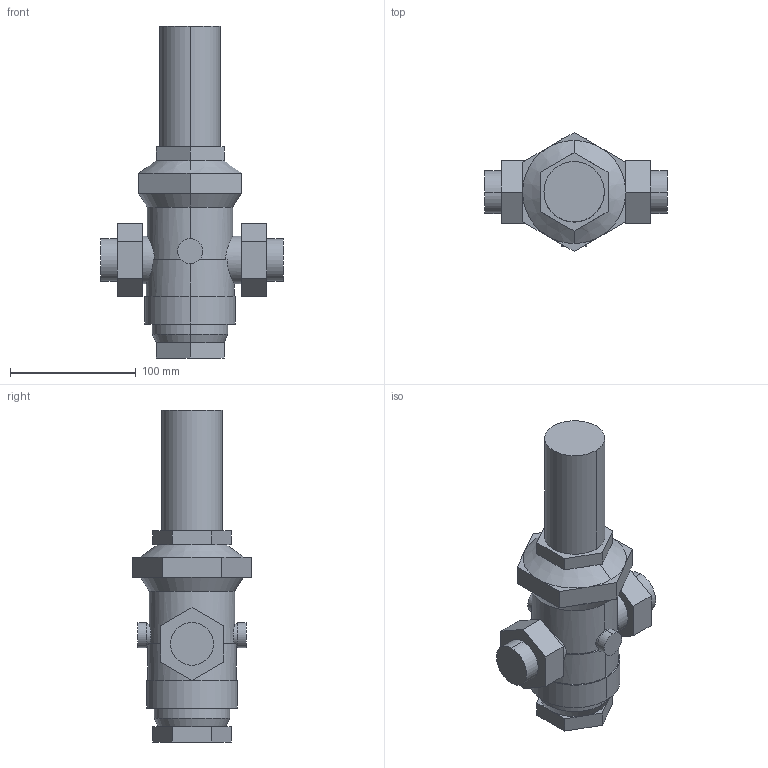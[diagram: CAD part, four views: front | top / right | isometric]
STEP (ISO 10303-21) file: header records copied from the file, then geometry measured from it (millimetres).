
FILE_DESCRIPTION(('no description'),'unknown implementation level');
FILE_NAME('Honeywell_D06FN-1B_3D.stp',' ',('pit-cup GmbH'),('ccLab - KiM Gmbh - www.kimweb.de'),'unknown preprocess','ACIS','unknown authorization');
FILE_SCHEMA(('automotive_design'));
Length unit declared in the file: millimetre
Products named in the file (1): 1
Bounding box: 145 x 94.69 x 264 mm (x, y, z)
Volume: 934924.5 mm3; surface area: 78429.5 mm2
Topology: 1 solids, 1 shells, 105 faces, 250 edges, 156 vertices
Faces by surface type: plane 73, cylinder 26, cone 6
Entity records: 6586 total; most frequent: CARTESIAN_POINT 1228, DIRECTION 526, STYLED_ITEM 512, PRESENTATION_STYLE_ASSIGNMENT 512, COLOUR_RGB 512, ORIENTED_EDGE 500, EDGE_CURVE 250, CURVE_STYLE 250
